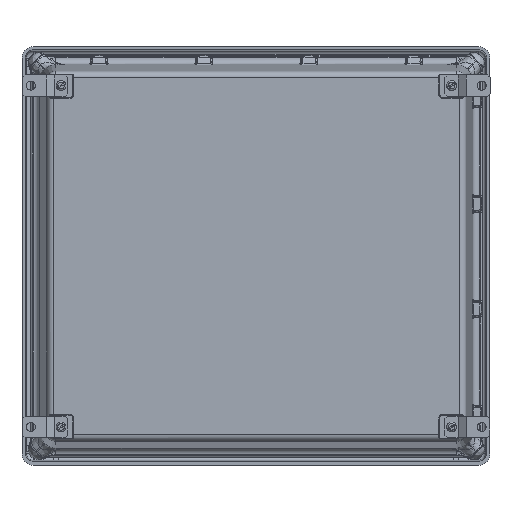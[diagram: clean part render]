
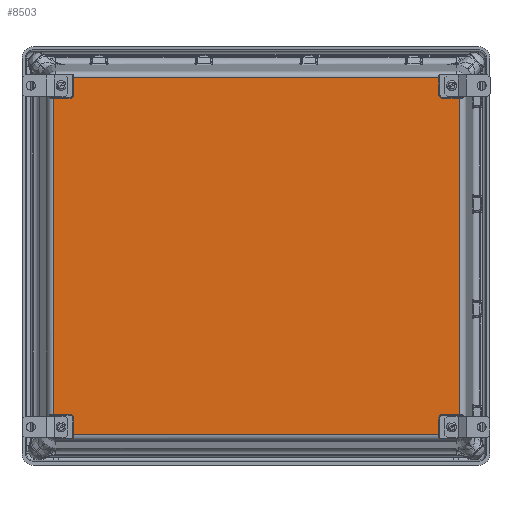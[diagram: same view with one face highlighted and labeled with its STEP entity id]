
A CAD part, front view. The second image highlights one B-rep face of the part: STEP entity #8503.
In plain terms, the highlighted planar face has unit normal (0, -1, 0).
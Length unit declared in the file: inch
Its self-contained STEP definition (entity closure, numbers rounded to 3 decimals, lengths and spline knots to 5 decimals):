
#147 = LINE ( 'NONE', #36473, #8365 ) ;
#606 = DIRECTION ( 'NONE',  ( 0., 0., -1. ) ) ;
#1244 = PLANE ( 'NONE',  #8989 ) ;
#1450 = VERTEX_POINT ( 'NONE', #23817 ) ;
#1810 = VECTOR ( 'NONE', #37440, 39.37008 ) ;
#1811 = VERTEX_POINT ( 'NONE', #8665 ) ;
#2109 = DIRECTION ( 'NONE',  ( 1., 0., 0. ) ) ;
#3176 = VERTEX_POINT ( 'NONE', #3581 ) ;
#3181 = CIRCLE ( 'NONE', #41806, 0.13951 ) ;
#3499 = CIRCLE ( 'NONE', #21369, 0.13951 ) ;
#3581 = CARTESIAN_POINT ( 'NONE',  ( 6.97138, -8.12956, 6.81633 ) ) ;
#3865 = EDGE_CURVE ( 'NONE', #26386, #3176, #10491, .T. ) ;
#4756 = CARTESIAN_POINT ( 'NONE',  ( -7.65475, -8.12956, -6.71644 ) ) ;
#4922 = CARTESIAN_POINT ( 'NONE',  ( 7.11089, -8.12956, -6.17268 ) ) ;
#5022 = ORIENTED_EDGE ( 'NONE', *, *, #37526, .T. ) ;
#5735 = ORIENTED_EDGE ( 'NONE', *, *, #12311, .T. ) ;
#6873 = ORIENTED_EDGE ( 'NONE', *, *, #40248, .T. ) ;
#8132 = DIRECTION ( 'NONE',  ( 0., 1., 0. ) ) ;
#8164 = VECTOR ( 'NONE', #8588, 39.37008 ) ;
#8255 = ORIENTED_EDGE ( 'NONE', *, *, #40355, .T. ) ;
#8365 = VECTOR ( 'NONE', #11970, 39.37008 ) ;
#8424 = DIRECTION ( 'NONE',  ( 0., 0., -1. ) ) ;
#8503 = ADVANCED_FACE ( 'NONE', ( #30453 ), #1244, .T. ) ;
#8588 = DIRECTION ( 'NONE',  ( -1., 0., 0. ) ) ;
#8665 = CARTESIAN_POINT ( 'NONE',  ( -7.75474, -8.12956, -6.03316 ) ) ;
#8989 = AXIS2_PLACEMENT_3D ( 'NONE', #4756, #15365, #39793 ) ;
#9287 = DIRECTION ( 'NONE',  ( -1., 0., 0. ) ) ;
#10491 = LINE ( 'NONE', #23819, #28073 ) ;
#10988 = ORIENTED_EDGE ( 'NONE', *, *, #42889, .T. ) ;
#11091 = LINE ( 'NONE', #19868, #1810 ) ;
#11754 = DIRECTION ( 'NONE',  ( 0., 0., -1. ) ) ;
#11757 = EDGE_CURVE ( 'NONE', #13317, #26239, #24335, .T. ) ;
#11888 = CARTESIAN_POINT ( 'NONE',  ( -7.11099, -8.12956, 6.17258 ) ) ;
#11906 = CIRCLE ( 'NONE', #45086, 0.13951 ) ;
#11970 = DIRECTION ( 'NONE',  ( 0., 0., -1. ) ) ;
#12186 = EDGE_CURVE ( 'NONE', #1811, #29048, #13326, .T. ) ;
#12311 = EDGE_CURVE ( 'NONE', #33526, #22660, #11091, .T. ) ;
#12668 = CARTESIAN_POINT ( 'NONE',  ( -6.97148, -8.12956, 6.81633 ) ) ;
#12857 = CARTESIAN_POINT ( 'NONE',  ( -7.75474, -8.12956, 6.03307 ) ) ;
#13317 = VERTEX_POINT ( 'NONE', #18966 ) ;
#13326 = LINE ( 'NONE', #15893, #30838 ) ;
#14499 = ORIENTED_EDGE ( 'NONE', *, *, #26320, .T. ) ;
#15365 = DIRECTION ( 'NONE',  ( 0., -1., 0. ) ) ;
#15444 = DIRECTION ( 'NONE',  ( 0., 0., -1. ) ) ;
#15571 = LINE ( 'NONE', #36244, #34169 ) ;
#15660 = VECTOR ( 'NONE', #31010, 39.37008 ) ;
#15710 = ORIENTED_EDGE ( 'NONE', *, *, #3865, .T. ) ;
#15893 = CARTESIAN_POINT ( 'NONE',  ( -7.11099, -8.12956, -6.03316 ) ) ;
#16213 = EDGE_CURVE ( 'NONE', #18735, #23338, #37171, .T. ) ;
#17158 = EDGE_CURVE ( 'NONE', #29048, #44432, #11906, .T. ) ;
#17841 = EDGE_CURVE ( 'NONE', #45174, #1450, #147, .T. ) ;
#18454 = DIRECTION ( 'NONE',  ( 0., 0., 1. ) ) ;
#18570 = CARTESIAN_POINT ( 'NONE',  ( 6.97138, -8.12956, -6.81642 ) ) ;
#18726 = VECTOR ( 'NONE', #35237, 39.37008 ) ;
#18735 = VERTEX_POINT ( 'NONE', #38042 ) ;
#18966 = CARTESIAN_POINT ( 'NONE',  ( -7.11099, -8.12956, 6.03307 ) ) ;
#19421 = DIRECTION ( 'NONE',  ( 1., 0., 0. ) ) ;
#19593 = CARTESIAN_POINT ( 'NONE',  ( -7.75474, -8.12956, 6.03307 ) ) ;
#19833 = LINE ( 'NONE', #27931, #18726 ) ;
#19868 = CARTESIAN_POINT ( 'NONE',  ( 7.11089, -8.12956, 6.03307 ) ) ;
#20886 = VECTOR ( 'NONE', #2109, 39.37008 ) ;
#21369 = AXIS2_PLACEMENT_3D ( 'NONE', #11888, #36389, #15444 ) ;
#21678 = DIRECTION ( 'NONE',  ( 0., 1., 0. ) ) ;
#21827 = CARTESIAN_POINT ( 'NONE',  ( 7.75464, -8.12956, -6.03316 ) ) ;
#22346 = CIRCLE ( 'NONE', #22394, 0.13951 ) ;
#22394 = AXIS2_PLACEMENT_3D ( 'NONE', #42536, #21678, #606 ) ;
#22550 = ORIENTED_EDGE ( 'NONE', *, *, #17841, .T. ) ;
#22660 = VERTEX_POINT ( 'NONE', #28981 ) ;
#23338 = VERTEX_POINT ( 'NONE', #44170 ) ;
#23817 = CARTESIAN_POINT ( 'NONE',  ( -6.97148, -8.12956, 6.17258 ) ) ;
#23819 = CARTESIAN_POINT ( 'NONE',  ( 6.97138, -8.12956, 6.81633 ) ) ;
#24335 = LINE ( 'NONE', #12857, #32505 ) ;
#24667 = ORIENTED_EDGE ( 'NONE', *, *, #16213, .T. ) ;
#24732 = LINE ( 'NONE', #39341, #43287 ) ;
#24959 = LINE ( 'NONE', #41367, #15660 ) ;
#25096 = CARTESIAN_POINT ( 'NONE',  ( 6.97138, -8.12956, -6.17268 ) ) ;
#25216 = ORIENTED_EDGE ( 'NONE', *, *, #11757, .T. ) ;
#25320 = DIRECTION ( 'NONE',  ( 1., 0., 0. ) ) ;
#25957 = VERTEX_POINT ( 'NONE', #25096 ) ;
#26167 = ORIENTED_EDGE ( 'NONE', *, *, #38321, .T. ) ;
#26239 = VERTEX_POINT ( 'NONE', #19593 ) ;
#26320 = EDGE_CURVE ( 'NONE', #35458, #25957, #24959, .T. ) ;
#26386 = VERTEX_POINT ( 'NONE', #38337 ) ;
#26631 = CARTESIAN_POINT ( 'NONE',  ( -7.11099, -8.12956, -6.03316 ) ) ;
#27332 = DIRECTION ( 'NONE',  ( 0., 0., 1. ) ) ;
#27931 = CARTESIAN_POINT ( 'NONE',  ( -7.75474, -8.12956, -6.71644 ) ) ;
#28073 = VECTOR ( 'NONE', #27332, 39.37008 ) ;
#28263 = CARTESIAN_POINT ( 'NONE',  ( 7.75464, -8.12956, 6.03307 ) ) ;
#28981 = CARTESIAN_POINT ( 'NONE',  ( 7.11089, -8.12956, 6.03307 ) ) ;
#29048 = VERTEX_POINT ( 'NONE', #26631 ) ;
#29157 = CARTESIAN_POINT ( 'NONE',  ( -7.11099, -8.12956, -6.17268 ) ) ;
#29328 = ORIENTED_EDGE ( 'NONE', *, *, #12186, .T. ) ;
#29450 = DIRECTION ( 'NONE',  ( 0., 1., 0. ) ) ;
#29635 = VERTEX_POINT ( 'NONE', #35231 ) ;
#29679 = EDGE_CURVE ( 'NONE', #22660, #26386, #22346, .T. ) ;
#30180 = LINE ( 'NONE', #44026, #20886 ) ;
#30453 = FACE_OUTER_BOUND ( 'NONE', #37258, .T. ) ;
#30838 = VECTOR ( 'NONE', #19421, 39.37008 ) ;
#31010 = DIRECTION ( 'NONE',  ( 0., 0., 1. ) ) ;
#32505 = VECTOR ( 'NONE', #9287, 39.37008 ) ;
#32678 = DIRECTION ( 'NONE',  ( 0., 0., -1. ) ) ;
#33132 = CARTESIAN_POINT ( 'NONE',  ( -7.65475, -8.12956, 6.81633 ) ) ;
#33526 = VERTEX_POINT ( 'NONE', #28263 ) ;
#34169 = VECTOR ( 'NONE', #11754, 39.37008 ) ;
#35050 = ORIENTED_EDGE ( 'NONE', *, *, #17158, .T. ) ;
#35231 = CARTESIAN_POINT ( 'NONE',  ( -6.97148, -8.12956, -6.81642 ) ) ;
#35237 = DIRECTION ( 'NONE',  ( 0., 0., -1. ) ) ;
#35458 = VERTEX_POINT ( 'NONE', #18570 ) ;
#36061 = VECTOR ( 'NONE', #25320, 39.37008 ) ;
#36129 = LINE ( 'NONE', #33132, #8164 ) ;
#36244 = CARTESIAN_POINT ( 'NONE',  ( -6.97148, -8.12956, -6.81642 ) ) ;
#36389 = DIRECTION ( 'NONE',  ( 0., 1., 0. ) ) ;
#36473 = CARTESIAN_POINT ( 'NONE',  ( -6.97148, -8.12956, 6.17258 ) ) ;
#37171 = LINE ( 'NONE', #21827, #36061 ) ;
#37258 = EDGE_LOOP ( 'NONE', ( #35050, #26167, #39155, #14499, #40915, #24667, #8255, #5735, #37508, #15710, #10988, #22550, #5022, #25216, #6873, #29328 ) ) ;
#37440 = DIRECTION ( 'NONE',  ( -1., 0., 0. ) ) ;
#37508 = ORIENTED_EDGE ( 'NONE', *, *, #29679, .T. ) ;
#37526 = EDGE_CURVE ( 'NONE', #1450, #13317, #3499, .T. ) ;
#38042 = CARTESIAN_POINT ( 'NONE',  ( 7.11089, -8.12956, -6.03316 ) ) ;
#38131 = CARTESIAN_POINT ( 'NONE',  ( -6.97148, -8.12956, -6.17268 ) ) ;
#38321 = EDGE_CURVE ( 'NONE', #44432, #29635, #15571, .T. ) ;
#38337 = CARTESIAN_POINT ( 'NONE',  ( 6.97138, -8.12956, 6.17258 ) ) ;
#39155 = ORIENTED_EDGE ( 'NONE', *, *, #40918, .T. ) ;
#39341 = CARTESIAN_POINT ( 'NONE',  ( 7.75464, -8.12956, -6.71644 ) ) ;
#39793 = DIRECTION ( 'NONE',  ( 0., 0., -1. ) ) ;
#40248 = EDGE_CURVE ( 'NONE', #26239, #1811, #19833, .T. ) ;
#40355 = EDGE_CURVE ( 'NONE', #23338, #33526, #24732, .T. ) ;
#40915 = ORIENTED_EDGE ( 'NONE', *, *, #44212, .T. ) ;
#40918 = EDGE_CURVE ( 'NONE', #29635, #35458, #30180, .T. ) ;
#41367 = CARTESIAN_POINT ( 'NONE',  ( 6.97138, -8.12956, -6.17268 ) ) ;
#41806 = AXIS2_PLACEMENT_3D ( 'NONE', #4922, #29450, #8424 ) ;
#42536 = CARTESIAN_POINT ( 'NONE',  ( 7.11089, -8.12956, 6.17258 ) ) ;
#42889 = EDGE_CURVE ( 'NONE', #3176, #45174, #36129, .T. ) ;
#43287 = VECTOR ( 'NONE', #18454, 39.37008 ) ;
#44026 = CARTESIAN_POINT ( 'NONE',  ( -7.65475, -8.12956, -6.81642 ) ) ;
#44170 = CARTESIAN_POINT ( 'NONE',  ( 7.75464, -8.12956, -6.03316 ) ) ;
#44212 = EDGE_CURVE ( 'NONE', #25957, #18735, #3181, .T. ) ;
#44432 = VERTEX_POINT ( 'NONE', #38131 ) ;
#45086 = AXIS2_PLACEMENT_3D ( 'NONE', #29157, #8132, #32678 ) ;
#45174 = VERTEX_POINT ( 'NONE', #12668 ) ;
